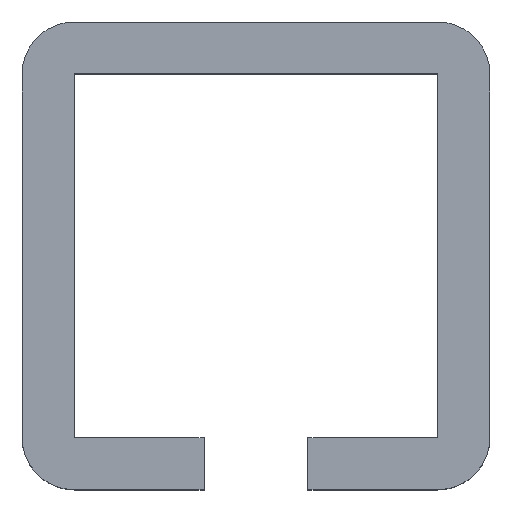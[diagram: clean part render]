
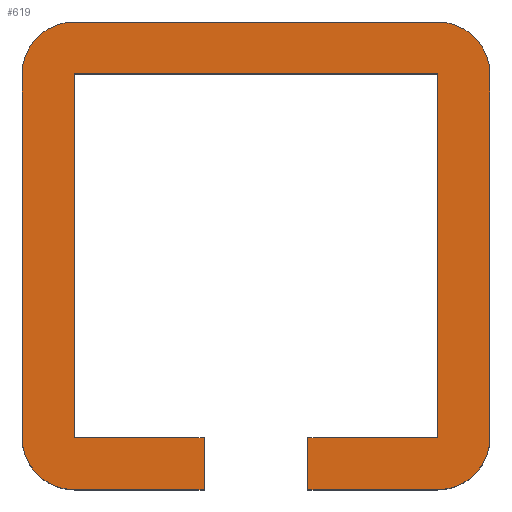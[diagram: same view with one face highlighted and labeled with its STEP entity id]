
A CAD part, top view. The second image highlights one B-rep face of the part: STEP entity #619.
In plain terms, the highlighted planar face has unit normal (0, 0, 1).
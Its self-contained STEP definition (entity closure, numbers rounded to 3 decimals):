
#73=CARTESIAN_POINT('',(4.5,-3.5,3.5));
#74=VERTEX_POINT('',#73);
#75=CARTESIAN_POINT('',(3.5,-4.5,3.5));
#76=VERTEX_POINT('',#75);
#77=CARTESIAN_POINT('',(3.5,-3.5,3.5));
#78=DIRECTION('',(0.0,0.0,-1.));
#79=DIRECTION('',(0.707,-0.707,0.0));
#80=AXIS2_PLACEMENT_3D('',#77,#78,#79);
#81=CIRCLE('',#80,1.);
#82=EDGE_CURVE('',#74,#76,#81,.T.);
#124=CARTESIAN_POINT('',(4.5,3.5,3.5));
#125=VERTEX_POINT('',#124);
#132=CARTESIAN_POINT('',(4.5,3.5,3.5));
#133=DIRECTION('',(0.0,-1.0,0.0));
#134=VECTOR('',#133,7.);
#135=LINE('',#132,#134);
#136=EDGE_CURVE('',#125,#74,#135,.T.);
#269=CARTESIAN_POINT('',(-3.5,-4.5,3.5));
#270=VERTEX_POINT('',#269);
#271=CARTESIAN_POINT('',(-4.5,-3.5,3.5));
#272=VERTEX_POINT('',#271);
#273=CARTESIAN_POINT('',(-3.5,-3.5,3.5));
#274=DIRECTION('',(0.0,0.0,-1.0));
#275=DIRECTION('',(-0.707,-0.707,0.0));
#276=AXIS2_PLACEMENT_3D('',#273,#274,#275);
#277=CIRCLE('',#276,1.);
#278=EDGE_CURVE('',#270,#272,#277,.T.);
#302=CARTESIAN_POINT('',(-4.5,3.5,3.5));
#303=VERTEX_POINT('',#302);
#304=CARTESIAN_POINT('',(-4.5,-3.5,3.5));
#305=DIRECTION('',(0.0,1.0,0.0));
#306=VECTOR('',#305,7.);
#307=LINE('',#304,#306);
#308=EDGE_CURVE('',#272,#303,#307,.T.);
#325=CARTESIAN_POINT('',(-3.5,4.5,3.5));
#326=VERTEX_POINT('',#325);
#327=CARTESIAN_POINT('',(-3.5,3.5,3.5));
#328=DIRECTION('',(0.0,0.0,-1.));
#329=DIRECTION('',(-0.707,0.707,0.0));
#330=AXIS2_PLACEMENT_3D('',#327,#328,#329);
#331=CIRCLE('',#330,1.);
#332=EDGE_CURVE('',#303,#326,#331,.T.);
#350=CARTESIAN_POINT('',(3.5,4.5,3.5));
#351=VERTEX_POINT('',#350);
#352=CARTESIAN_POINT('',(3.5,3.5,3.5));
#353=DIRECTION('',(0.0,0.0,-1.));
#354=DIRECTION('',(0.707,0.707,0.0));
#355=AXIS2_PLACEMENT_3D('',#352,#353,#354);
#356=CIRCLE('',#355,1.);
#357=EDGE_CURVE('',#351,#125,#356,.T.);
#375=CARTESIAN_POINT('',(-3.5,3.5,3.5));
#376=VERTEX_POINT('',#375);
#377=CARTESIAN_POINT('',(-3.5,-3.5,3.5));
#378=VERTEX_POINT('',#377);
#379=CARTESIAN_POINT('',(-3.5,3.5,3.5));
#380=DIRECTION('',(0.0,-1.0,0.0));
#381=VECTOR('',#380,7.0);
#382=LINE('',#379,#381);
#383=EDGE_CURVE('',#376,#378,#382,.T.);
#406=CARTESIAN_POINT('',(-1.,-3.5,3.5));
#407=VERTEX_POINT('',#406);
#408=CARTESIAN_POINT('',(-3.5,-3.5,3.5));
#409=DIRECTION('',(1.0,0.0,0.0));
#410=VECTOR('',#409,2.5);
#411=LINE('',#408,#410);
#412=EDGE_CURVE('',#378,#407,#411,.T.);
#430=CARTESIAN_POINT('',(-1.,-4.5,3.5));
#431=VERTEX_POINT('',#430);
#432=CARTESIAN_POINT('',(-1.,-3.5,3.5));
#433=DIRECTION('',(0.0,-1.0,0.0));
#434=VECTOR('',#433,1.);
#435=LINE('',#432,#434);
#436=EDGE_CURVE('',#407,#431,#435,.T.);
#457=CARTESIAN_POINT('',(-1.,-4.5,3.5));
#458=DIRECTION('',(-1.0,0.0,0.0));
#459=VECTOR('',#458,2.5);
#460=LINE('',#457,#459);
#461=EDGE_CURVE('',#431,#270,#460,.T.);
#472=CARTESIAN_POINT('',(-3.5,4.5,3.5));
#473=DIRECTION('',(1.0,0.0,0.0));
#474=VECTOR('',#473,7.);
#475=LINE('',#472,#474);
#476=EDGE_CURVE('',#326,#351,#475,.T.);
#489=CARTESIAN_POINT('',(1.,-4.5,3.5));
#490=VERTEX_POINT('',#489);
#491=CARTESIAN_POINT('',(3.5,-4.5,3.5));
#492=DIRECTION('',(-1.0,0.0,0.0));
#493=VECTOR('',#492,2.5);
#494=LINE('',#491,#493);
#495=EDGE_CURVE('',#76,#490,#494,.T.);
#512=CARTESIAN_POINT('',(1.,-3.5,3.5));
#513=VERTEX_POINT('',#512);
#514=CARTESIAN_POINT('',(1.,-4.5,3.5));
#515=DIRECTION('',(0.0,1.0,0.0));
#516=VECTOR('',#515,1.);
#517=LINE('',#514,#516);
#518=EDGE_CURVE('',#490,#513,#517,.T.);
#536=CARTESIAN_POINT('',(3.5,-3.5,3.5));
#537=VERTEX_POINT('',#536);
#538=CARTESIAN_POINT('',(1.,-3.5,3.5));
#539=DIRECTION('',(1.0,0.0,0.0));
#540=VECTOR('',#539,2.5);
#541=LINE('',#538,#540);
#542=EDGE_CURVE('',#513,#537,#541,.T.);
#560=CARTESIAN_POINT('',(3.5,3.5,3.5));
#561=VERTEX_POINT('',#560);
#562=CARTESIAN_POINT('',(3.5,-3.5,3.5));
#563=DIRECTION('',(0.0,1.0,0.0));
#564=VECTOR('',#563,7.0);
#565=LINE('',#562,#564);
#566=EDGE_CURVE('',#537,#561,#565,.T.);
#584=CARTESIAN_POINT('',(3.5,3.5,3.5));
#585=DIRECTION('',(-1.0,0.0,0.0));
#586=VECTOR('',#585,7.0);
#587=LINE('',#584,#586);
#588=EDGE_CURVE('',#561,#376,#587,.T.);
#596=CARTESIAN_POINT('',(0.,0.129,3.5));
#597=DIRECTION('',(0.0,0.0,1.0));
#598=DIRECTION('',(1.0,0.0,0.0));
#599=AXIS2_PLACEMENT_3D('',#596,#597,#598);
#600=PLANE('',#599);
#601=ORIENTED_EDGE('',*,*,#82,.F.);
#602=ORIENTED_EDGE('',*,*,#136,.F.);
#603=ORIENTED_EDGE('',*,*,#357,.F.);
#604=ORIENTED_EDGE('',*,*,#476,.F.);
#605=ORIENTED_EDGE('',*,*,#332,.F.);
#606=ORIENTED_EDGE('',*,*,#308,.F.);
#607=ORIENTED_EDGE('',*,*,#278,.F.);
#608=ORIENTED_EDGE('',*,*,#461,.F.);
#609=ORIENTED_EDGE('',*,*,#436,.F.);
#610=ORIENTED_EDGE('',*,*,#412,.F.);
#611=ORIENTED_EDGE('',*,*,#383,.F.);
#612=ORIENTED_EDGE('',*,*,#588,.F.);
#613=ORIENTED_EDGE('',*,*,#566,.F.);
#614=ORIENTED_EDGE('',*,*,#542,.F.);
#615=ORIENTED_EDGE('',*,*,#518,.F.);
#616=ORIENTED_EDGE('',*,*,#495,.F.);
#617=EDGE_LOOP('',(#601,#602,#603,#604,#605,#606,#607,#608,#609,#610,#611,#612,#613,#614,#615,#616));
#618=FACE_OUTER_BOUND('',#617,.T.);
#619=ADVANCED_FACE('',(#618),#600,.T.);
